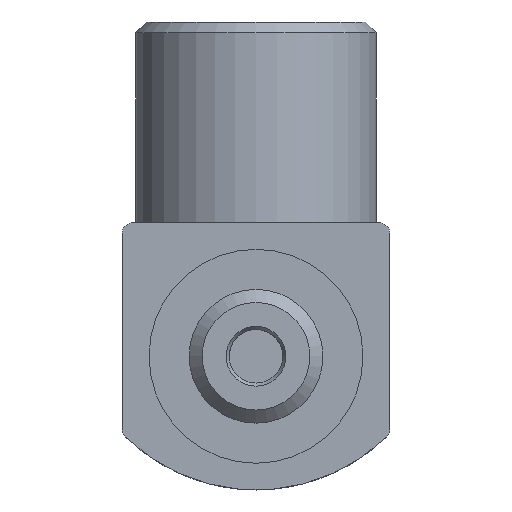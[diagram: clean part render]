
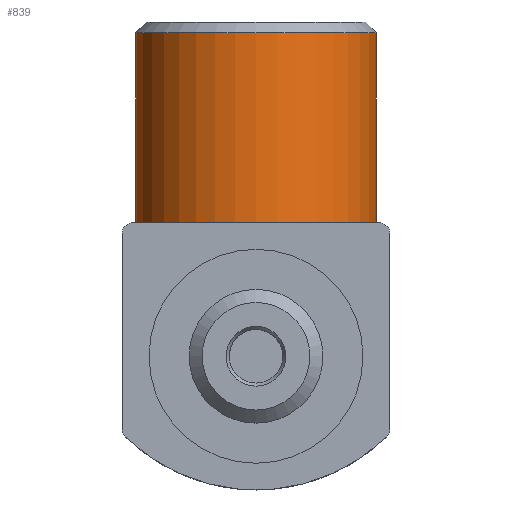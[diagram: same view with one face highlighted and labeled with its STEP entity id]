
A CAD part, front view. The second image highlights one B-rep face of the part: STEP entity #839.
In plain terms, the highlighted cylindrical face has radius 4.5 mm (diameter 9 mm), a full revolution.
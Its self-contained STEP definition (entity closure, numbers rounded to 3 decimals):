
#183=CIRCLE('',#913,4.5);
#200=CIRCLE('',#961,4.5);
#406=ORIENTED_EDGE('',*,*,#487,.F.);
#407=ORIENTED_EDGE('',*,*,#521,.T.);
#487=EDGE_CURVE('',#580,#580,#183,.F.);
#521=EDGE_CURVE('',#599,#599,#200,.T.);
#580=VERTEX_POINT('',#1420);
#599=VERTEX_POINT('',#1504);
#679=EDGE_LOOP('',(#406));
#680=EDGE_LOOP('',(#407));
#762=FACE_BOUND('',#679,.T.);
#763=FACE_BOUND('',#680,.T.);
#785=CYLINDRICAL_SURFACE('',#962,4.5);
#839=ADVANCED_FACE('',(#762,#763),#785,.T.);
#913=AXIS2_PLACEMENT_3D('',#1419,#1107,#1108);
#961=AXIS2_PLACEMENT_3D('',#1503,#1220,#1221);
#962=AXIS2_PLACEMENT_3D('',#1505,#1222,#1223);
#1107=DIRECTION('',(0.,0.,1.));
#1108=DIRECTION('',(1.,0.,0.));
#1220=DIRECTION('',(0.,0.,-1.));
#1221=DIRECTION('',(-1.,0.,0.));
#1222=DIRECTION('',(0.,0.,-1.));
#1223=DIRECTION('',(-1.,0.,0.));
#1419=CARTESIAN_POINT('',(0.,7.1,5.));
#1420=CARTESIAN_POINT('',(4.5,7.1,5.));
#1503=CARTESIAN_POINT('',(0.,7.1,12.1));
#1504=CARTESIAN_POINT('',(-4.5,7.1,12.1));
#1505=CARTESIAN_POINT('',(0.,7.1,2.5));
